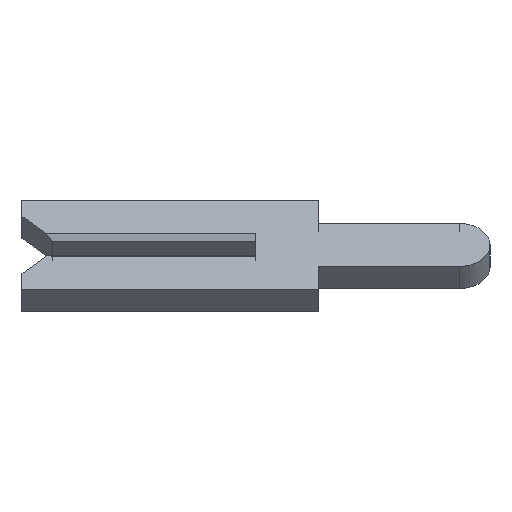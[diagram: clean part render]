
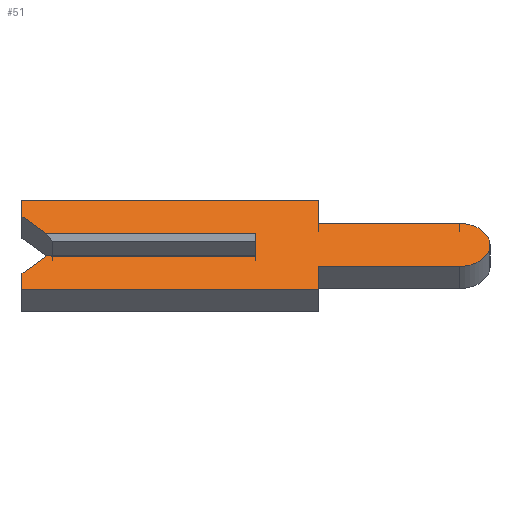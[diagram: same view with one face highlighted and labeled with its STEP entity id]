
A CAD part, left-side view. The second image highlights one B-rep face of the part: STEP entity #51.
In plain terms, the highlighted face is planar.
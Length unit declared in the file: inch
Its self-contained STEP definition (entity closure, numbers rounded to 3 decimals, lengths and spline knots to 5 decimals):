
#3 = ORIENTED_EDGE ( 'NONE', *, *, #1040, .F. ) ;
#4 = VECTOR ( 'NONE', #1006, 39.37008 ) ;
#20 = CARTESIAN_POINT ( 'NONE',  ( -0.01, 0.15, -0.026 ) ) ;
#35 = ORIENTED_EDGE ( 'NONE', *, *, #1156, .F. ) ;
#46 = CARTESIAN_POINT ( 'NONE',  ( -0.01, -0.1305, 0. ) ) ;
#49 = CARTESIAN_POINT ( 'NONE',  ( -0.01, 0., 0.01 ) ) ;
#51 = ADVANCED_FACE ( 'NONE', ( #234 ), #1199, .F. ) ;
#63 = CIRCLE ( 'NONE', #1523, 0.0195 ) ;
#66 = CARTESIAN_POINT ( 'NONE',  ( -0.01, 0.134, 0.01 ) ) ;
#69 = CARTESIAN_POINT ( 'NONE',  ( -0.01, -0.1305, 0.0195 ) ) ;
#71 = DIRECTION ( 'NONE',  ( 0., -1., 0. ) ) ;
#74 = EDGE_CURVE ( 'NONE', #592, #84, #884, .T. ) ;
#84 = VERTEX_POINT ( 'NONE', #829 ) ;
#119 = EDGE_CURVE ( 'NONE', #1281, #592, #774, .T. ) ;
#121 = CARTESIAN_POINT ( 'NONE',  ( -0.01, 0.15, 0.026 ) ) ;
#135 = CARTESIAN_POINT ( 'NONE',  ( -0.01, 0.15, 0.04 ) ) ;
#143 = LINE ( 'NONE', #568, #458 ) ;
#152 = CARTESIAN_POINT ( 'NONE',  ( -0.01, -0.1305, 0. ) ) ;
#167 = VECTOR ( 'NONE', #556, 39.37008 ) ;
#184 = LINE ( 'NONE', #195, #1630 ) ;
#195 = CARTESIAN_POINT ( 'NONE',  ( -0.01, 0.1305, 0.0065 ) ) ;
#223 = ORIENTED_EDGE ( 'NONE', *, *, #899, .F. ) ;
#234 = FACE_OUTER_BOUND ( 'NONE', #886, .T. ) ;
#239 = VERTEX_POINT ( 'NONE', #533 ) ;
#250 = VERTEX_POINT ( 'NONE', #674 ) ;
#268 = LINE ( 'NONE', #1229, #1579 ) ;
#272 = CARTESIAN_POINT ( 'NONE',  ( -0.01, -0.1305, -0.0195 ) ) ;
#295 = DIRECTION ( 'NONE',  ( 0., 1., 0. ) ) ;
#394 = LINE ( 'NONE', #404, #1285 ) ;
#404 = CARTESIAN_POINT ( 'NONE',  ( -0.01, 0., 0.0065 ) ) ;
#411 = EDGE_CURVE ( 'NONE', #1472, #1051, #184, .T. ) ;
#418 = CARTESIAN_POINT ( 'NONE',  ( -0.01, -0.04, -0.04 ) ) ;
#434 = LINE ( 'NONE', #135, #1017 ) ;
#445 = ORIENTED_EDGE ( 'NONE', *, *, #981, .T. ) ;
#458 = VECTOR ( 'NONE', #71, 39.37008 ) ;
#500 = AXIS2_PLACEMENT_3D ( 'NONE', #46, #1060, #1084 ) ;
#520 = VERTEX_POINT ( 'NONE', #69 ) ;
#533 = CARTESIAN_POINT ( 'NONE',  ( -0.01, 0.15, -0.026 ) ) ;
#538 = VECTOR ( 'NONE', #1177, 39.37008 ) ;
#551 = DIRECTION ( 'NONE',  ( 1., 0., 0. ) ) ;
#556 = DIRECTION ( 'NONE',  ( 0., 0., -1. ) ) ;
#560 = CARTESIAN_POINT ( 'NONE',  ( -0.01, -0.04, 0.04 ) ) ;
#567 = ORIENTED_EDGE ( 'NONE', *, *, #1654, .F. ) ;
#568 = CARTESIAN_POINT ( 'NONE',  ( -0.01, 0.15, 0.01 ) ) ;
#592 = VERTEX_POINT ( 'NONE', #1641 ) ;
#602 = LINE ( 'NONE', #20, #919 ) ;
#614 = VERTEX_POINT ( 'NONE', #1537 ) ;
#637 = ORIENTED_EDGE ( 'NONE', *, *, #74, .F. ) ;
#671 = VECTOR ( 'NONE', #1449, 39.37008 ) ;
#674 = CARTESIAN_POINT ( 'NONE',  ( -0.01, 0., -0.01 ) ) ;
#691 = EDGE_CURVE ( 'NONE', #239, #1550, #819, .T. ) ;
#715 = VERTEX_POINT ( 'NONE', #1389 ) ;
#757 = ORIENTED_EDGE ( 'NONE', *, *, #1531, .F. ) ;
#774 = LINE ( 'NONE', #1447, #1351 ) ;
#819 = LINE ( 'NONE', #881, #4 ) ;
#829 = CARTESIAN_POINT ( 'NONE',  ( -0.01, -0.04, -0.04 ) ) ;
#831 = DIRECTION ( 'NONE',  ( 0., -1., 0. ) ) ;
#846 = DIRECTION ( 'NONE',  ( 0., -1., 0. ) ) ;
#853 = VECTOR ( 'NONE', #295, 39.37008 ) ;
#858 = DIRECTION ( 'NONE',  ( 0., 0., 1. ) ) ;
#879 = ORIENTED_EDGE ( 'NONE', *, *, #691, .F. ) ;
#881 = CARTESIAN_POINT ( 'NONE',  ( -0.01, 0.1305, -0.0065 ) ) ;
#884 = LINE ( 'NONE', #418, #167 ) ;
#886 = EDGE_LOOP ( 'NONE', ( #445, #1178, #1248, #879, #35, #567, #637, #1488, #1564, #757, #889, #3, #223, #1273 ) ) ;
#889 = ORIENTED_EDGE ( 'NONE', *, *, #1253, .F. ) ;
#898 = LINE ( 'NONE', #1502, #853 ) ;
#899 = EDGE_CURVE ( 'NONE', #1051, #1471, #1197, .T. ) ;
#919 = VECTOR ( 'NONE', #1311, 39.37008 ) ;
#942 = VECTOR ( 'NONE', #831, 39.37008 ) ;
#981 = EDGE_CURVE ( 'NONE', #1472, #1302, #143, .T. ) ;
#1006 = DIRECTION ( 'NONE',  ( 0., -0.707, 0.707 ) ) ;
#1017 = VECTOR ( 'NONE', #1035, 39.37008 ) ;
#1035 = DIRECTION ( 'NONE',  ( 0., -1., 0. ) ) ;
#1040 = EDGE_CURVE ( 'NONE', #1471, #715, #434, .T. ) ;
#1051 = VERTEX_POINT ( 'NONE', #1427 ) ;
#1060 = DIRECTION ( 'NONE',  ( 1., 0., 0. ) ) ;
#1073 = CARTESIAN_POINT ( 'NONE',  ( -0.01, -0.1305, -0.01 ) ) ;
#1078 = DIRECTION ( 'NONE',  ( 0., 1., 0. ) ) ;
#1084 = DIRECTION ( 'NONE',  ( 0., 0., -1. ) ) ;
#1095 = LINE ( 'NONE', #560, #671 ) ;
#1119 = DIRECTION ( 'NONE',  ( 0., 0.707, 0.707 ) ) ;
#1156 = EDGE_CURVE ( 'NONE', #614, #239, #602, .T. ) ;
#1159 = VERTEX_POINT ( 'NONE', #1174 ) ;
#1174 = CARTESIAN_POINT ( 'NONE',  ( -0.01, -0.04, 0.0195 ) ) ;
#1177 = DIRECTION ( 'NONE',  ( 0., 0., 1. ) ) ;
#1178 = ORIENTED_EDGE ( 'NONE', *, *, #1467, .F. ) ;
#1197 = LINE ( 'NONE', #121, #538 ) ;
#1199 = PLANE ( 'NONE',  #500 ) ;
#1224 = EDGE_CURVE ( 'NONE', #1550, #250, #1441, .T. ) ;
#1229 = CARTESIAN_POINT ( 'NONE',  ( -0.01, -0.04, 0.0195 ) ) ;
#1248 = ORIENTED_EDGE ( 'NONE', *, *, #1224, .F. ) ;
#1253 = EDGE_CURVE ( 'NONE', #715, #1159, #1095, .T. ) ;
#1273 = ORIENTED_EDGE ( 'NONE', *, *, #411, .F. ) ;
#1281 = VERTEX_POINT ( 'NONE', #272 ) ;
#1285 = VECTOR ( 'NONE', #858, 39.37008 ) ;
#1302 = VERTEX_POINT ( 'NONE', #49 ) ;
#1311 = DIRECTION ( 'NONE',  ( 0., 0., 1. ) ) ;
#1345 = EDGE_CURVE ( 'NONE', #520, #1281, #63, .T. ) ;
#1351 = VECTOR ( 'NONE', #1078, 39.37008 ) ;
#1389 = CARTESIAN_POINT ( 'NONE',  ( -0.01, -0.04, 0.04 ) ) ;
#1427 = CARTESIAN_POINT ( 'NONE',  ( -0.01, 0.15, 0.026 ) ) ;
#1441 = LINE ( 'NONE', #1073, #942 ) ;
#1447 = CARTESIAN_POINT ( 'NONE',  ( -0.01, -0.04, -0.0195 ) ) ;
#1449 = DIRECTION ( 'NONE',  ( 0., 0., -1. ) ) ;
#1467 = EDGE_CURVE ( 'NONE', #250, #1302, #394, .T. ) ;
#1471 = VERTEX_POINT ( 'NONE', #1587 ) ;
#1472 = VERTEX_POINT ( 'NONE', #66 ) ;
#1488 = ORIENTED_EDGE ( 'NONE', *, *, #119, .F. ) ;
#1490 = CARTESIAN_POINT ( 'NONE',  ( -0.01, 0.134, -0.01 ) ) ;
#1502 = CARTESIAN_POINT ( 'NONE',  ( -0.01, 0.15, -0.04 ) ) ;
#1523 = AXIS2_PLACEMENT_3D ( 'NONE', #152, #551, #1606 ) ;
#1531 = EDGE_CURVE ( 'NONE', #1159, #520, #268, .T. ) ;
#1537 = CARTESIAN_POINT ( 'NONE',  ( -0.01, 0.15, -0.04 ) ) ;
#1550 = VERTEX_POINT ( 'NONE', #1490 ) ;
#1564 = ORIENTED_EDGE ( 'NONE', *, *, #1345, .F. ) ;
#1579 = VECTOR ( 'NONE', #846, 39.37008 ) ;
#1587 = CARTESIAN_POINT ( 'NONE',  ( -0.01, 0.15, 0.04 ) ) ;
#1606 = DIRECTION ( 'NONE',  ( 0., 0., -1. ) ) ;
#1630 = VECTOR ( 'NONE', #1119, 39.37008 ) ;
#1641 = CARTESIAN_POINT ( 'NONE',  ( -0.01, -0.04, -0.0195 ) ) ;
#1654 = EDGE_CURVE ( 'NONE', #84, #614, #898, .T. ) ;
